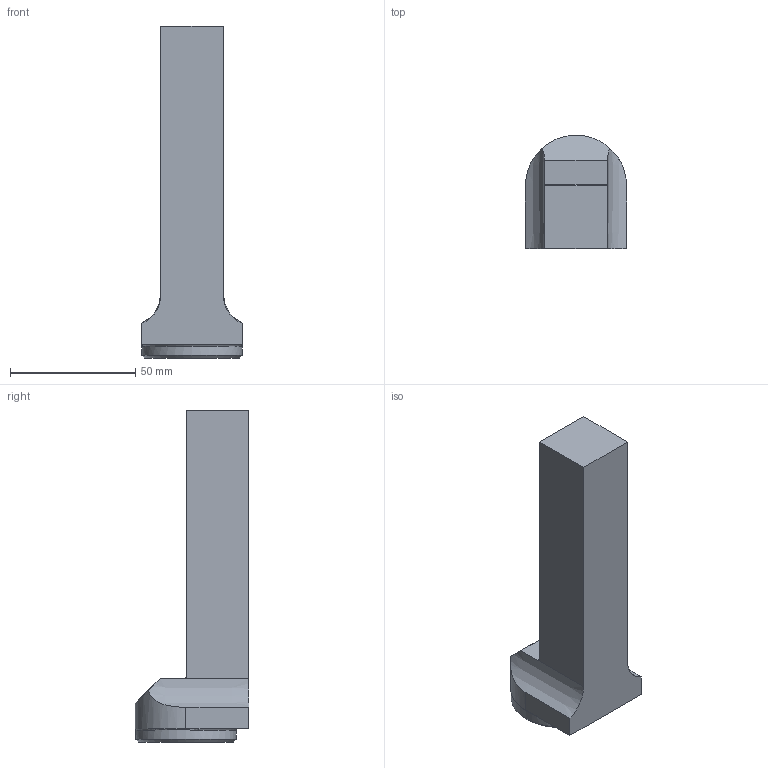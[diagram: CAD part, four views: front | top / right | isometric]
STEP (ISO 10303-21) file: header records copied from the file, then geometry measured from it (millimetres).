
FILE_DESCRIPTION(/* description */ (''),/* implementation_level */ '2;1');
FILE_NAME(/* name */ '1537786800463.stp',/* time_stamp */ '2018-09-24T16:30:07+05:00',/* author */ (''),/* organization */ ('SMS'),/* preprocessor_version */ 'ST-DEVELOPER v15',/* originating_system */ 'SIEMENS PLM Software NX 8.5',/* authorisation */ '');
FILE_SCHEMA (('AUTOMOTIVE_DESIGN { 1 0 10303 214 3 1 1 1 }'));
Length unit declared in the file: millimetre
Products named in the file (1): 201782447mod000_00
Bounding box: 40.3 x 45.25 x 132.32 mm (x, y, z)
Volume: 98145.5 mm3; surface area: 18216.6 mm2
Topology: 1 solids, 1 shells, 52 faces, 115 edges, 71 vertices
Faces by surface type: cone 19, cylinder 15, plane 14, bspline 3, torus 1
Full cylindrical faces by diameter (mm): 5 x4, 6 x5, 6.009 x2, 8.65 x1, 40 x1
Entity records: 1418 total; most frequent: CARTESIAN_POINT 353, DIRECTION 224, ORIENTED_EDGE 156, AXIS2_PLACEMENT_3D 100, EDGE_LOOP 85, EDGE_CURVE 78, FACE_BOUND 72, VERTEX_POINT 66
